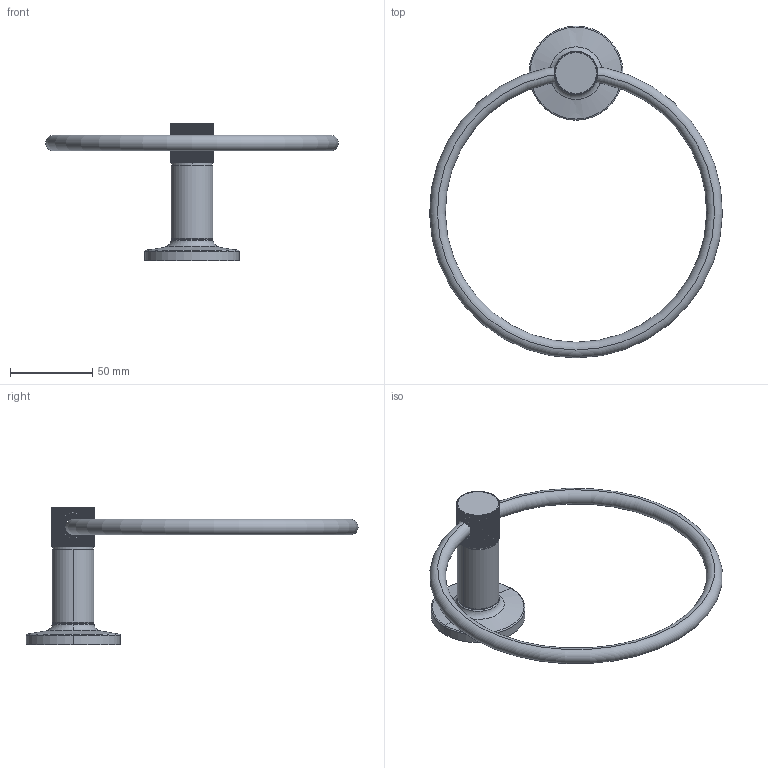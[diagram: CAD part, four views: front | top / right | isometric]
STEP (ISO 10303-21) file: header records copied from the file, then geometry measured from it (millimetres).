
FILE_DESCRIPTION((''),'2;1');
FILE_NAME('3230-1410','2025-04-21T17:06:45',('SwamiS'),(''),'CREO PARAMETRIC BY PTC INC, 2023134','CREO PARAMETRIC BY PTC INC, 2023134','');
FILE_SCHEMA(('CONFIG_CONTROL_DESIGN'));
Length unit declared in the file: inch
Products named in the file (1): 3230-1410
Bounding box: 177.77 x 201.61 x 83.31 mm (x, y, z)
Volume: 72764.1 mm3; surface area: 40557.3 mm2
Topology: 1 solids, 1 shells, 276 faces, 800 edges, 528 vertices
Faces by surface type: plane 170, cylinder 90, torus 14, bspline 2
Entity records: 9891 total; most frequent: CARTESIAN_POINT 2871, ORIENTED_EDGE 1600, DIRECTION 1290, EDGE_CURVE 800, VERTEX_POINT 528, AXIS2_PLACEMENT_3D 454, VECTOR 382, LINE 382
